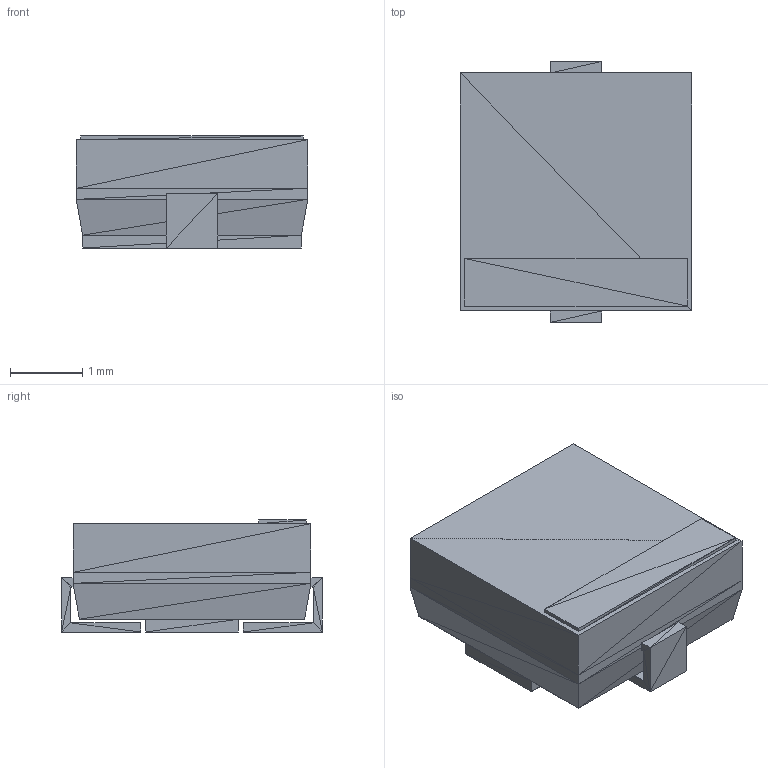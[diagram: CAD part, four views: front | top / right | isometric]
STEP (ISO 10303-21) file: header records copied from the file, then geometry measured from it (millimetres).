
FILE_DESCRIPTION(/* description */ (''),/* implementation_level */ '2;1');
FILE_NAME(/* name */ 'IHLP-1212AE.step',/* time_stamp */ '2020-03-19T14:14:48+01:00',/* author */ (''),/* organization */ (''),/* preprocessor_version */ 'ST-DEVELOPER v18',/* originating_system */ 'Autodesk Translation Framework v8.12.0.6',/* authorisation */ '');
FILE_SCHEMA (('AUTOMOTIVE_DESIGN { 1 0 10303 214 3 1 1 }'));
Length unit declared in the file: millimetre
Products named in the file (2): L5; IHLP-1212AE
Assembly tree (1 placements, depth 2):
  L5
    IHLP-1212AE
Bounding box: 3.2 x 3.61 x 1.55 mm (x, y, z)
Surface area: 49.2 mm2 (no closed solid volume)
Topology: 0 solids, 108 shells, 108 faces, 324 edges, 324 vertices
Faces by surface type: plane 108
Entity records: 3958 total; most frequent: CARTESIAN_POINT 759, DIRECTION 546, LINE 324, VECTOR 324, VERTEX_POINT 324, EDGE_CURVE 324, ORIENTED_EDGE 324, STYLED_ITEM 216
